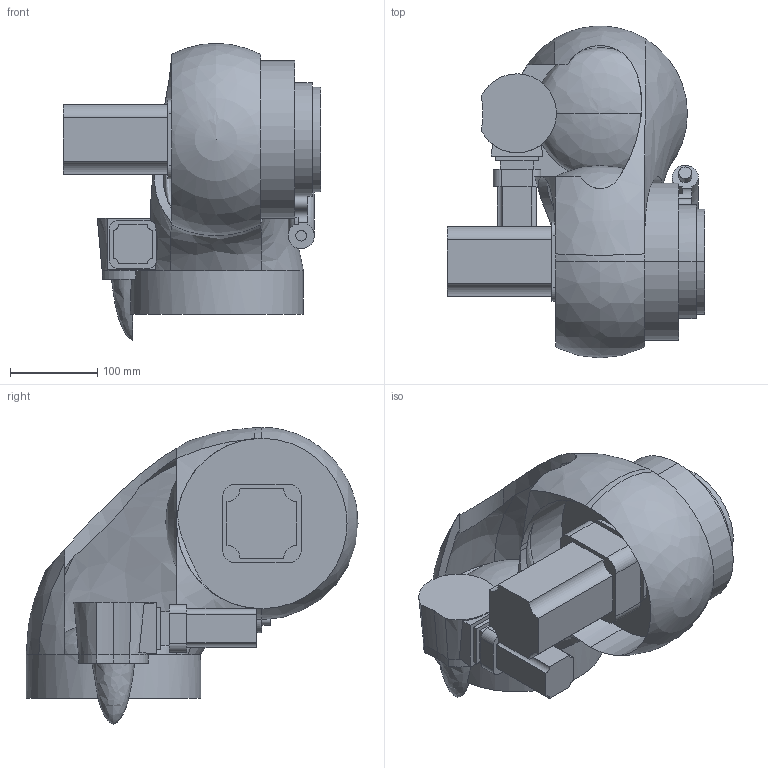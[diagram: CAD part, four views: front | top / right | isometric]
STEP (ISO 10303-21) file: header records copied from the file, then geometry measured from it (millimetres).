
FILE_DESCRIPTION (( 'STEP AP203' ), '1' );
FILE_NAME ('04.STEP', '2014-08-25T11:43:47', ( 'zakaria' ), ( '' ), 'SwSTEP 2.0', 'SolidWorks 2013', '' );
FILE_SCHEMA (( 'CONFIG_CONTROL_DESIGN' ));
Length unit declared in the file: millimetre
Products named in the file (1): 04
Bounding box: 295 x 380 x 340.16 mm (x, y, z)
Surface area: 568457.9 mm2 (no closed solid volume)
Topology: 0 solids, 4 shells, 144 faces, 397 edges, 261 vertices
Faces by surface type: plane 66, cylinder 49, bspline 20, cone 4, sphere 4, torus 1
Entity records: 7362 total; most frequent: CARTESIAN_POINT 3777, ORIENTED_EDGE 762, DIRECTION 683, EDGE_CURVE 386, VERTEX_POINT 257, AXIS2_PLACEMENT_3D 255, LINE 173, VECTOR 173
